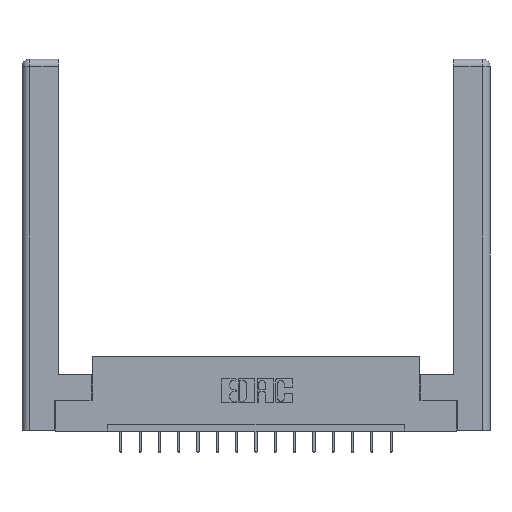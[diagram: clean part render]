
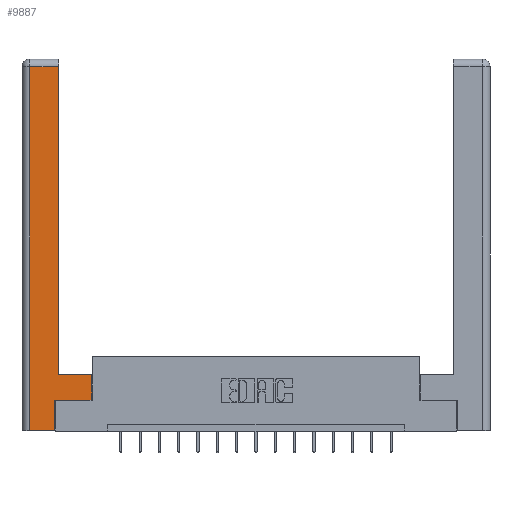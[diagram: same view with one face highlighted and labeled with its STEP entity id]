
A CAD part, top view. The second image highlights one B-rep face of the part: STEP entity #9887.
In plain terms, the highlighted planar face has unit normal (0, 0, 1).
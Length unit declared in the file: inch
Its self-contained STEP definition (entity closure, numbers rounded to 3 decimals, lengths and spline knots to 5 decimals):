
#171 = LINE ( 'NONE', #3706, #12580 ) ;
#1030 = VERTEX_POINT ( 'NONE', #9944 ) ;
#1162 = VECTOR ( 'NONE', #13775, 39.37008 ) ;
#1443 = ORIENTED_EDGE ( 'NONE', *, *, #15300, .T. ) ;
#1614 = EDGE_CURVE ( 'NONE', #5112, #9905, #6992, .T. ) ;
#1637 = ORIENTED_EDGE ( 'NONE', *, *, #3332, .T. ) ;
#1666 = CARTESIAN_POINT ( 'NONE',  ( 0.565, 0.45, 0. ) ) ;
#1819 = CARTESIAN_POINT ( 'NONE',  ( 0.265, 0.245, 0. ) ) ;
#1863 = CARTESIAN_POINT ( 'NONE',  ( 0.295, 0.45, 0. ) ) ;
#2299 = VECTOR ( 'NONE', #8129, 39.37008 ) ;
#2307 = VERTEX_POINT ( 'NONE', #1863 ) ;
#2331 = VECTOR ( 'NONE', #3486, 39.37008 ) ;
#2396 = DIRECTION ( 'NONE',  ( -1., 0., 0. ) ) ;
#2622 = CARTESIAN_POINT ( 'NONE',  ( 0.565, 0.45, 0. ) ) ;
#3192 = DIRECTION ( 'NONE',  ( 0., 1., 0. ) ) ;
#3332 = EDGE_CURVE ( 'NONE', #6611, #1030, #171, .T. ) ;
#3421 = AXIS2_PLACEMENT_3D ( 'NONE', #7266, #4461, #5692 ) ;
#3480 = EDGE_CURVE ( 'NONE', #1030, #5919, #12780, .T. ) ;
#3486 = DIRECTION ( 'NONE',  ( -1., 0., 0. ) ) ;
#3599 = ORIENTED_EDGE ( 'NONE', *, *, #6894, .T. ) ;
#3706 = CARTESIAN_POINT ( 'NONE',  ( 0.0615, 2.94, 0. ) ) ;
#3713 = VECTOR ( 'NONE', #6622, 39.37008 ) ;
#3944 = DIRECTION ( 'NONE',  ( 0., -1., 0. ) ) ;
#4461 = DIRECTION ( 'NONE',  ( 0., 0., -1. ) ) ;
#4914 = LINE ( 'NONE', #11532, #2331 ) ;
#5112 = VERTEX_POINT ( 'NONE', #17122 ) ;
#5205 = FACE_OUTER_BOUND ( 'NONE', #13376, .T. ) ;
#5257 = CARTESIAN_POINT ( 'NONE',  ( 0.0615, 0., 0. ) ) ;
#5302 = VECTOR ( 'NONE', #9594, 39.37008 ) ;
#5361 = VECTOR ( 'NONE', #3192, 39.37008 ) ;
#5692 = DIRECTION ( 'NONE',  ( -1., 0., 0. ) ) ;
#5919 = VERTEX_POINT ( 'NONE', #15005 ) ;
#6208 = LINE ( 'NONE', #1819, #5361 ) ;
#6611 = VERTEX_POINT ( 'NONE', #8205 ) ;
#6622 = DIRECTION ( 'NONE',  ( 1., 0., 0. ) ) ;
#6637 = CARTESIAN_POINT ( 'NONE',  ( 0.265, 0., 0. ) ) ;
#6894 = EDGE_CURVE ( 'NONE', #9905, #2307, #4914, .T. ) ;
#6992 = LINE ( 'NONE', #2622, #5302 ) ;
#7266 = CARTESIAN_POINT ( 'NONE',  ( 0., 0., 0. ) ) ;
#7947 = VECTOR ( 'NONE', #3944, 39.37008 ) ;
#8129 = DIRECTION ( 'NONE',  ( 0., 1., 0. ) ) ;
#8205 = CARTESIAN_POINT ( 'NONE',  ( 0.295, 2.94, 0. ) ) ;
#8533 = ORIENTED_EDGE ( 'NONE', *, *, #9623, .T. ) ;
#9270 = LINE ( 'NONE', #16002, #2299 ) ;
#9505 = ORIENTED_EDGE ( 'NONE', *, *, #10964, .T. ) ;
#9594 = DIRECTION ( 'NONE',  ( 0., 1., 0. ) ) ;
#9619 = LINE ( 'NONE', #15044, #1162 ) ;
#9623 = EDGE_CURVE ( 'NONE', #5919, #15755, #9840, .T. ) ;
#9840 = LINE ( 'NONE', #17112, #3713 ) ;
#9887 = ADVANCED_FACE ( 'NONE', ( #5205 ), #15236, .F. ) ;
#9905 = VERTEX_POINT ( 'NONE', #1666 ) ;
#9936 = VERTEX_POINT ( 'NONE', #16433 ) ;
#9944 = CARTESIAN_POINT ( 'NONE',  ( 0.0615, 2.94, 0. ) ) ;
#10066 = EDGE_CURVE ( 'NONE', #9936, #5112, #9619, .T. ) ;
#10964 = EDGE_CURVE ( 'NONE', #2307, #6611, #9270, .T. ) ;
#11097 = ORIENTED_EDGE ( 'NONE', *, *, #3480, .T. ) ;
#11532 = CARTESIAN_POINT ( 'NONE',  ( 0.295, 0.45, 0. ) ) ;
#12580 = VECTOR ( 'NONE', #2396, 39.37008 ) ;
#12780 = LINE ( 'NONE', #5257, #7947 ) ;
#12794 = ORIENTED_EDGE ( 'NONE', *, *, #1614, .T. ) ;
#13376 = EDGE_LOOP ( 'NONE', ( #9505, #1637, #11097, #8533, #1443, #14001, #12794, #3599 ) ) ;
#13775 = DIRECTION ( 'NONE',  ( 1., 0., 0. ) ) ;
#14001 = ORIENTED_EDGE ( 'NONE', *, *, #10066, .T. ) ;
#15005 = CARTESIAN_POINT ( 'NONE',  ( 0.0615, 0., 0. ) ) ;
#15044 = CARTESIAN_POINT ( 'NONE',  ( 0.565, 0.245, 0. ) ) ;
#15236 = PLANE ( 'NONE',  #3421 ) ;
#15300 = EDGE_CURVE ( 'NONE', #15755, #9936, #6208, .T. ) ;
#15755 = VERTEX_POINT ( 'NONE', #6637 ) ;
#16002 = CARTESIAN_POINT ( 'NONE',  ( 0.295, 3., 0. ) ) ;
#16433 = CARTESIAN_POINT ( 'NONE',  ( 0.265, 0.245, 0. ) ) ;
#17112 = CARTESIAN_POINT ( 'NONE',  ( 0.265, 0., 0. ) ) ;
#17122 = CARTESIAN_POINT ( 'NONE',  ( 0.565, 0.245, 0. ) ) ;
